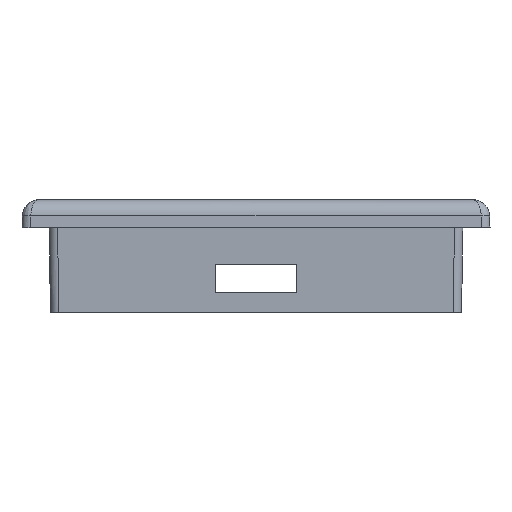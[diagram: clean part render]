
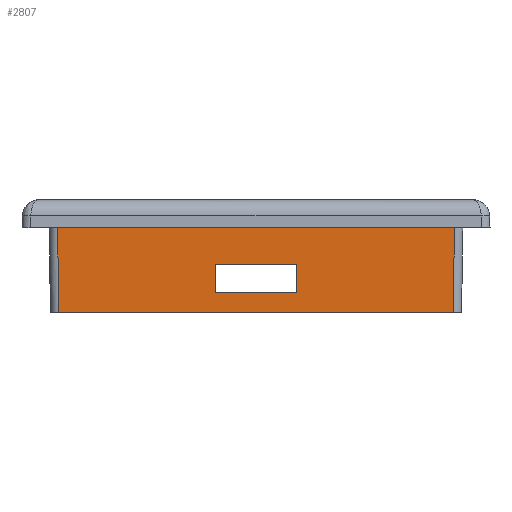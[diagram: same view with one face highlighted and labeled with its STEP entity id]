
A CAD part, left-side view. The second image highlights one B-rep face of the part: STEP entity #2807.
In plain terms, the highlighted planar face has unit normal (-1, 0, -0.018).
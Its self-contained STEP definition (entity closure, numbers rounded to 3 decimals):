
#224 = EDGE_CURVE ( 'NONE', #3060, #2437, #3842, .T. ) ;
#339 = LINE ( 'NONE', #3524, #1155 ) ;
#413 = LINE ( 'NONE', #2416, #5077 ) ;
#418 = LINE ( 'NONE', #4025, #3563 ) ;
#634 = CARTESIAN_POINT ( 'NONE',  ( -53.093, 7.25, -6.5 ) ) ;
#786 = CARTESIAN_POINT ( 'NONE',  ( -53.25, -35.25, 2.5 ) ) ;
#814 = AXIS2_PLACEMENT_3D ( 'NONE', #1238, #3354, #4437 ) ;
#868 = VERTEX_POINT ( 'NONE', #2696 ) ;
#927 = CARTESIAN_POINT ( 'NONE',  ( -53.093, 36.75, -6.5 ) ) ;
#1053 = DIRECTION ( 'NONE',  ( 0.017, 0., -1. ) ) ;
#1155 = VECTOR ( 'NONE', #1929, 1000. ) ;
#1178 = CARTESIAN_POINT ( 'NONE',  ( -53.25, -7.25, 2.5 ) ) ;
#1186 = ORIENTED_EDGE ( 'NONE', *, *, #4854, .T. ) ;
#1219 = FACE_OUTER_BOUND ( 'NONE', #4559, .T. ) ;
#1238 = CARTESIAN_POINT ( 'NONE',  ( -53.25, 36.75, 2.5 ) ) ;
#1494 = DIRECTION ( 'NONE',  ( 0., 1., 0. ) ) ;
#1531 = VERTEX_POINT ( 'NONE', #634 ) ;
#1681 = ORIENTED_EDGE ( 'NONE', *, *, #3500, .T. ) ;
#1742 = VERTEX_POINT ( 'NONE', #4046 ) ;
#1803 = VERTEX_POINT ( 'NONE', #3371 ) ;
#1929 = DIRECTION ( 'NONE',  ( 0.017, -0.017, -1. ) ) ;
#2028 = EDGE_LOOP ( 'NONE', ( #1186, #5128, #4960, #4526 ) ) ;
#2184 = ORIENTED_EDGE ( 'NONE', *, *, #2478, .T. ) ;
#2277 = VECTOR ( 'NONE', #1053, 1000. ) ;
#2322 = VECTOR ( 'NONE', #1494, 1000. ) ;
#2395 = ORIENTED_EDGE ( 'NONE', *, *, #3194, .T. ) ;
#2398 = EDGE_CURVE ( 'NONE', #2437, #2864, #3209, .T. ) ;
#2416 = CARTESIAN_POINT ( 'NONE',  ( -52.945, 36.75, -15. ) ) ;
#2437 = VERTEX_POINT ( 'NONE', #4967 ) ;
#2478 = EDGE_CURVE ( 'NONE', #868, #5064, #4443, .T. ) ;
#2501 = EDGE_CURVE ( 'NONE', #1742, #1803, #339, .T. ) ;
#2547 = CARTESIAN_POINT ( 'NONE',  ( -53.006, 36.75, -11.5 ) ) ;
#2555 = ORIENTED_EDGE ( 'NONE', *, *, #2501, .T. ) ;
#2672 = EDGE_CURVE ( 'NONE', #1531, #3060, #4377, .T. ) ;
#2696 = CARTESIAN_POINT ( 'NONE',  ( -52.945, -34.945, -15. ) ) ;
#2752 = VECTOR ( 'NONE', #3361, 1000. ) ;
#2807 = ADVANCED_FACE ( 'NONE', ( #4279, #1219 ), #4838, .T. ) ;
#2864 = VERTEX_POINT ( 'NONE', #3937 ) ;
#2998 = CARTESIAN_POINT ( 'NONE',  ( -53.25, 7.25, 2.5 ) ) ;
#3060 = VERTEX_POINT ( 'NONE', #3996 ) ;
#3194 = EDGE_CURVE ( 'NONE', #5064, #1742, #418, .T. ) ;
#3209 = LINE ( 'NONE', #2547, #2322 ) ;
#3354 = DIRECTION ( 'NONE',  ( -1., 0., -0.017 ) ) ;
#3361 = DIRECTION ( 'NONE',  ( -0.017, -0.017, 1. ) ) ;
#3365 = VECTOR ( 'NONE', #4354, 1000. ) ;
#3371 = CARTESIAN_POINT ( 'NONE',  ( -52.945, 34.945, -15. ) ) ;
#3400 = LINE ( 'NONE', #2998, #3365 ) ;
#3484 = DIRECTION ( 'NONE',  ( 0., 1., 0. ) ) ;
#3500 = EDGE_CURVE ( 'NONE', #1803, #868, #413, .T. ) ;
#3524 = CARTESIAN_POINT ( 'NONE',  ( -53.25, 35.251, 2.526 ) ) ;
#3563 = VECTOR ( 'NONE', #3484, 1000. ) ;
#3732 = VECTOR ( 'NONE', #5059, 1000. ) ;
#3842 = LINE ( 'NONE', #1178, #2277 ) ;
#3912 = CARTESIAN_POINT ( 'NONE',  ( -53.228, -35.228, 1.244 ) ) ;
#3937 = CARTESIAN_POINT ( 'NONE',  ( -53.006, 7.25, -11.5 ) ) ;
#3996 = CARTESIAN_POINT ( 'NONE',  ( -53.093, -7.25, -6.5 ) ) ;
#4021 = DIRECTION ( 'NONE',  ( 0., -1., 0. ) ) ;
#4025 = CARTESIAN_POINT ( 'NONE',  ( -53.25, 36.75, 2.5 ) ) ;
#4046 = CARTESIAN_POINT ( 'NONE',  ( -53.25, 35.25, 2.5 ) ) ;
#4279 = FACE_BOUND ( 'NONE', #2028, .T. ) ;
#4354 = DIRECTION ( 'NONE',  ( -0.017, 0., 1. ) ) ;
#4377 = LINE ( 'NONE', #927, #3732 ) ;
#4437 = DIRECTION ( 'NONE',  ( -0.017, 0., 1. ) ) ;
#4443 = LINE ( 'NONE', #3912, #2752 ) ;
#4526 = ORIENTED_EDGE ( 'NONE', *, *, #2398, .T. ) ;
#4559 = EDGE_LOOP ( 'NONE', ( #2395, #2555, #1681, #2184 ) ) ;
#4838 = PLANE ( 'NONE',  #814 ) ;
#4854 = EDGE_CURVE ( 'NONE', #2864, #1531, #3400, .T. ) ;
#4960 = ORIENTED_EDGE ( 'NONE', *, *, #224, .T. ) ;
#4967 = CARTESIAN_POINT ( 'NONE',  ( -53.006, -7.25, -11.5 ) ) ;
#5059 = DIRECTION ( 'NONE',  ( 0., -1., 0. ) ) ;
#5064 = VERTEX_POINT ( 'NONE', #786 ) ;
#5077 = VECTOR ( 'NONE', #4021, 1000. ) ;
#5128 = ORIENTED_EDGE ( 'NONE', *, *, #2672, .T. ) ;
